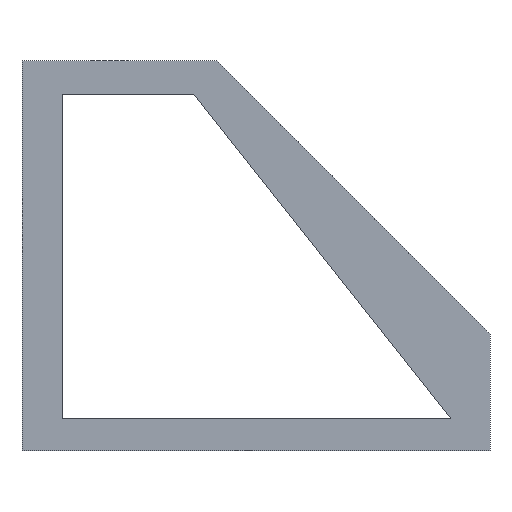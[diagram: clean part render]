
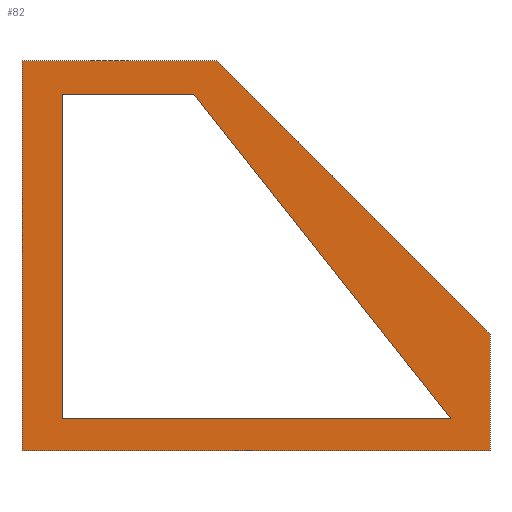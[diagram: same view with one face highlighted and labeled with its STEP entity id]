
A CAD part, front view. The second image highlights one B-rep face of the part: STEP entity #82.
In plain terms, the highlighted planar face has unit normal (0, -1, 0).
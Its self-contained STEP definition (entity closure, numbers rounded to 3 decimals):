
#1=CARTESIAN_POINT('POINT1',(165.1,0.,12.7));
#2=VERTEX_POINT('VERTEX1',#1);
#3=CARTESIAN_POINT('POINT2',(12.7,0.,12.7));
#4=VERTEX_POINT('VERTEX2',#3);
#5=CARTESIAN_POINT('POS1',(165.1,0.,12.7));
#6=DIRECTION('DIR1',(-1.,0.,0.));
#7=VECTOR('VEC1',#6,25.4);
#8=LINE('STRAIGHT1',#5,#7);
#9=EDGE_CURVE('EDGE1',#2,#4,#8,.T.);
#10=ORIENTED_EDGE('COEDGE1',*,*,#9,.F.);
#11=CARTESIAN_POINT('POINT3',(165.1,0.,50.8));
#12=VERTEX_POINT('VERTEX3',#11);
#13=CARTESIAN_POINT('POS2',(165.1,0.,50.8));
#14=DIRECTION('DIR2',(0.,0.,-1.));
#15=VECTOR('VEC2',#14,25.4);
#16=LINE('STRAIGHT2',#13,#15);
#17=EDGE_CURVE('EDGE2',#12,#2,#16,.T.);
#18=ORIENTED_EDGE('COEDGE2',*,*,#17,.F.);
#19=CARTESIAN_POINT('POINT4',(76.2,0.,139.7));
#20=VERTEX_POINT('VERTEX4',#19);
#21=CARTESIAN_POINT('POS3',(76.2,0.,139.7));
#22=DIRECTION('DIR3',(0.707,0.,
   -0.707));
#23=VECTOR('VEC3',#22,25.4);
#24=LINE('STRAIGHT3',#21,#23);
#25=EDGE_CURVE('EDGE3',#20,#12,#24,.T.);
#26=ORIENTED_EDGE('COEDGE3',*,*,#25,.F.);
#27=CARTESIAN_POINT('POINT5',(12.7,0.,139.7));
#28=VERTEX_POINT('VERTEX5',#27);
#29=CARTESIAN_POINT('POS4',(12.7,0.,139.7));
#30=DIRECTION('DIR4',(1.,0.,0.));
#31=VECTOR('VEC4',#30,25.4);
#32=LINE('STRAIGHT4',#29,#31);
#33=EDGE_CURVE('EDGE4',#28,#20,#32,.T.);
#34=ORIENTED_EDGE('COEDGE4',*,*,#33,.F.);
#35=CARTESIAN_POINT('POS5',(12.7,0.,12.7));
#36=DIRECTION('DIR5',(0.,0.,1.));
#37=VECTOR('VEC5',#36,25.4);
#38=LINE('STRAIGHT5',#35,#37);
#39=EDGE_CURVE('EDGE5',#4,#28,#38,.T.);
#40=ORIENTED_EDGE('COEDGE5',*,*,#39,.F.);
#41=EDGE_LOOP('NONE',(#10,#18,#26,#34,#40));
#42=FACE_BOUND('LOOP1',#41,.T.);
#43=CARTESIAN_POINT('POINT6',(25.739,0.,
   128.772));
#44=VERTEX_POINT('VERTEX6',#43);
#45=CARTESIAN_POINT('POINT7',(25.739,0.,
   23.24));
#46=VERTEX_POINT('VERTEX7',#45);
#47=CARTESIAN_POINT('POS6',(25.739,0.,
   128.772));
#48=DIRECTION('DIR6',(0.,0.,-1.));
#49=VECTOR('VEC6',#48,25.4);
#50=LINE('STRAIGHT6',#47,#49);
#51=EDGE_CURVE('EDGE6',#44,#46,#50,.T.);
#52=ORIENTED_EDGE('COEDGE6',*,*,#51,.F.);
#53=CARTESIAN_POINT('POINT8',(68.675,0.,
   128.772));
#54=VERTEX_POINT('VERTEX8',#53);
#55=CARTESIAN_POINT('POS7',(68.675,0.,
   128.772));
#56=DIRECTION('DIR7',(-1.,0.,0.));
#57=VECTOR('VEC7',#56,25.4);
#58=LINE('STRAIGHT7',#55,#57);
#59=EDGE_CURVE('EDGE7',#54,#44,#58,.T.);
#60=ORIENTED_EDGE('COEDGE7',*,*,#59,.F.);
#61=CARTESIAN_POINT('POINT9',(152.334,0.,
   23.24));
#62=VERTEX_POINT('VERTEX9',#61);
#63=CARTESIAN_POINT('POS8',(152.334,0.,
   23.24));
#64=DIRECTION('DIR8',(-0.621,0.,
   0.784));
#65=VECTOR('VEC8',#64,25.4);
#66=LINE('STRAIGHT8',#63,#65);
#67=EDGE_CURVE('EDGE8',#62,#54,#66,.T.);
#68=ORIENTED_EDGE('COEDGE8',*,*,#67,.F.);
#69=CARTESIAN_POINT('POS9',(25.739,0.,
   23.24));
#70=DIRECTION('DIR9',(1.,0.,0.));
#71=VECTOR('VEC9',#70,25.4);
#72=LINE('STRAIGHT9',#69,#71);
#73=EDGE_CURVE('EDGE9',#46,#62,#72,.T.);
#74=ORIENTED_EDGE('COEDGE9',*,*,#73,.F.);
#75=EDGE_LOOP('NONE',(#52,#60,#68,#74));
#76=FACE_BOUND('LOOP1',#75,.T.);
#77=CARTESIAN_POINT('POS10',(0.,0.,0.));
#78=DIRECTION('DIR10',(0.,-1.,0.));
#79=DIRECTION('DIR11',(1.,0.,0.));
#80=AXIS2_PLACEMENT_3D('AXIS1',#77,#78,#79);
#81=PLANE('PLANE1',#80);
#82=ADVANCED_FACE('FACE1',(#42,#76),#81,.T.);
